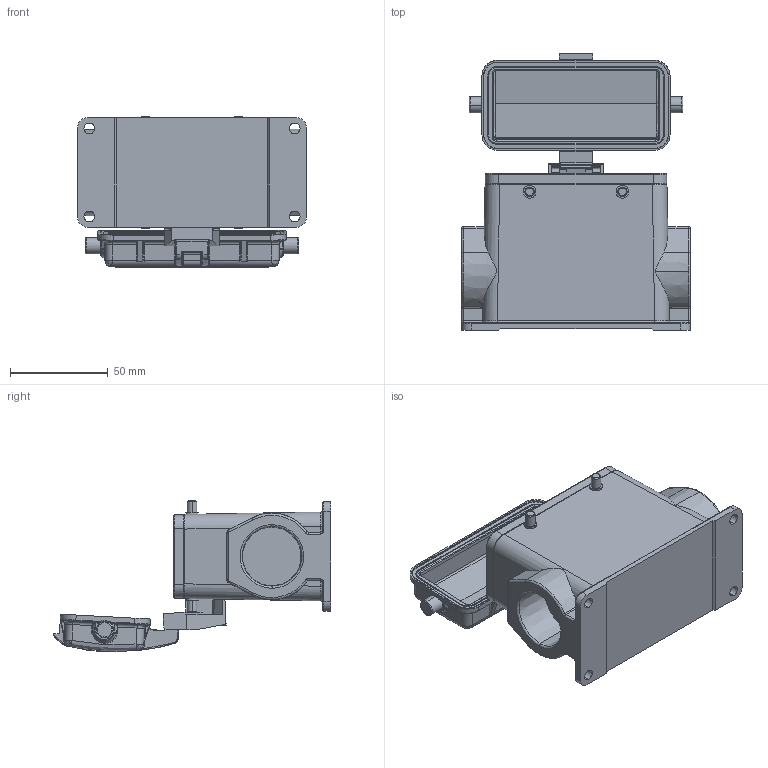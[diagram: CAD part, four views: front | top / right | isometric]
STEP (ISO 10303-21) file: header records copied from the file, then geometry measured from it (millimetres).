
FILE_DESCRIPTION (( 'STEP AP203' ), '1' );
FILE_NAME ('H16B-SFH-4B-MCV-M32.STP', '2017-08-04T06:51:20', ( '微软用户' ), ( '微软中国' ), 'SwSTEP 2.0', 'SolidWorks 2012', '' );
FILE_SCHEMA (( 'CONFIG_CONTROL_DESIGN' ));
Length unit declared in the file: millimetre
Products named in the file (1): H16B-SFH-4B-MCV-M32
Bounding box: 117 x 141.66 x 77.63 mm (x, y, z)
Volume: 179195.7 mm3; surface area: 79629.1 mm2
Topology: 1 solids, 6 shells, 1099 faces, 2694 edges, 1625 vertices
Faces by surface type: cylinder 391, bspline 372, plane 296, cone 36, torus 4
Entity records: 48748 total; most frequent: CARTESIAN_POINT 26215, ORIENTED_EDGE 5364, DIRECTION 3724, EDGE_CURVE 2682, VERTEX_POINT 1625, AXIS2_PLACEMENT_3D 1315, EDGE_LOOP 1147, FACE_OUTER_BOUND 1099
